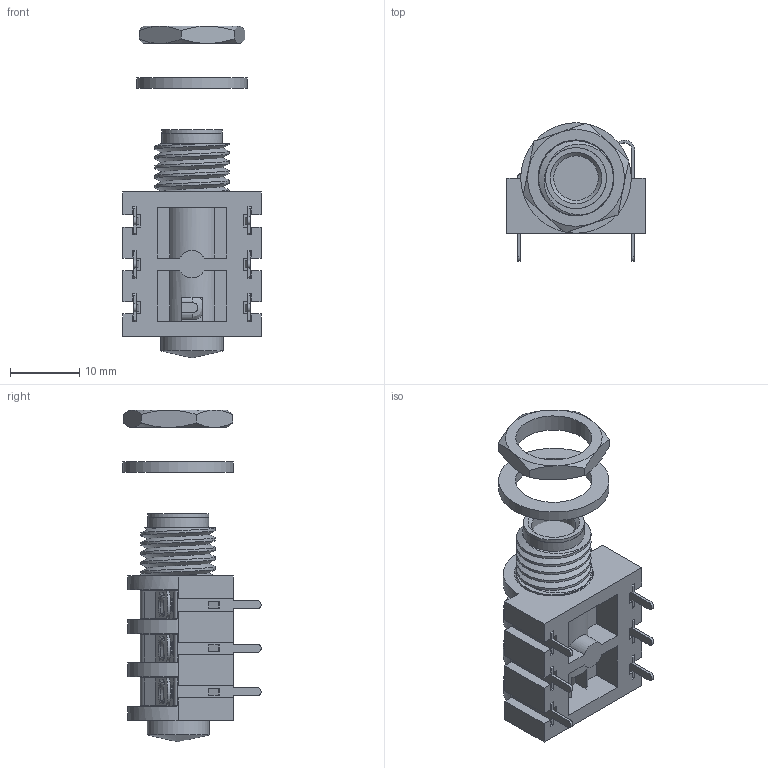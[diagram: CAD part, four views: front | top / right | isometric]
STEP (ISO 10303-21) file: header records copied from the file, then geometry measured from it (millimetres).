
FILE_DESCRIPTION((''),'2;1');
FILE_NAME('ACJS-MH.stp','2012-09-03T10:05:25',('minh'),(''),'Autodesk Inventor 2012','Autodesk Inventor 2012','');
FILE_SCHEMA(('AUTOMOTIVE_DESIGN { 1 0 10303 214 1 1 1 1 }'));
Length unit declared in the file: millimetre
Products named in the file (7): ACJS-MH; Housing; contact 1 short; contact 2 short; washer; metal nut; metal sleeve
Assembly tree (10 placements, depth 2):
  ACJS-MH
    Housing
    contact 1 short  x3
    contact 2 short  x3
    washer
    metal nut
    metal sleeve
Bounding box: 20 x 20 x 48 mm (x, y, z)
Volume: 3803.2 mm3; surface area: 6101.1 mm2
Topology: 10 solids, 10 shells, 549 faces, 1408 edges, 880 vertices
Faces by surface type: plane 332, cylinder 131, bspline 39, torus 18, cone 17, sphere 12
Full cylindrical faces by diameter (mm): 6.44 x1, 6.5 x1, 7.16 x1, 7.2 x1, 7.26 x2, 8.8 x2, 9 x1, 11 x1, 11.1 x1, 16 x1
Entity records: 11328 total; most frequent: CARTESIAN_POINT 3307, ORIENTED_EDGE 1636, DIRECTION 1578, EDGE_CURVE 818, VECTOR 606, LINE 606, VERTEX_POINT 533, AXIS2_PLACEMENT_3D 486
